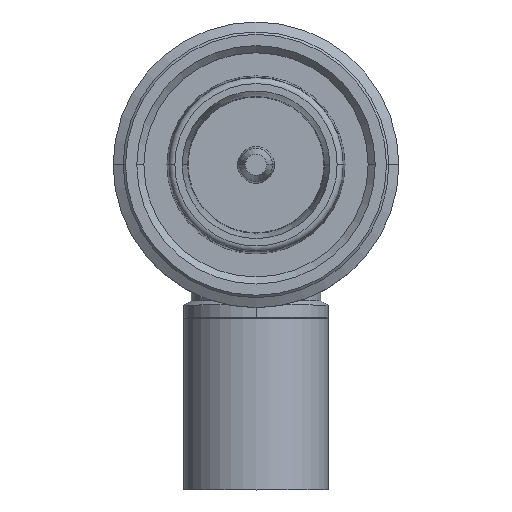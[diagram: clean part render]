
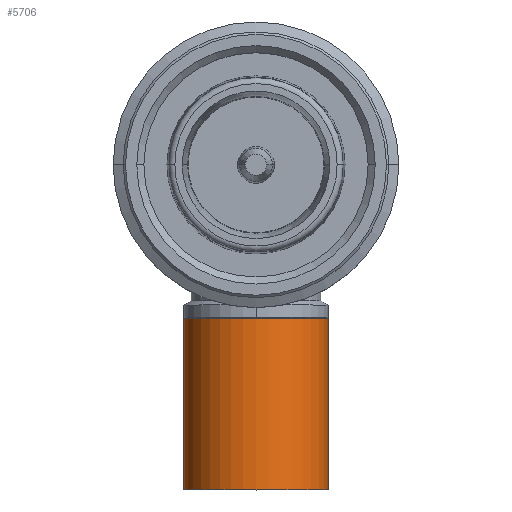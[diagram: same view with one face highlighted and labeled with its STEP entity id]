
A CAD part, top view. The second image highlights one B-rep face of the part: STEP entity #5706.
In plain terms, the highlighted cylindrical face has radius 6.125 mm (diameter 12.25 mm), a partial arc.
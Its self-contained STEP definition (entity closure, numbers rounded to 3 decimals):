
#50 = CARTESIAN_POINT ( 'NONE',  ( 0., -12.582, -19.8 ) ) ;
#117 = DIRECTION ( 'NONE',  ( 0., 1., 0. ) ) ;
#143 = CARTESIAN_POINT ( 'NONE',  ( -6.125, -12.582, -19.8 ) ) ;
#267 = ORIENTED_EDGE ( 'NONE', *, *, #2816, .F. ) ;
#356 = CARTESIAN_POINT ( 'NONE',  ( -6.125, -27.5, -19.8 ) ) ;
#369 = DIRECTION ( 'NONE',  ( 0., 1., 0. ) ) ;
#399 = CYLINDRICAL_SURFACE ( 'NONE', #2783, 6.125 ) ;
#418 = CARTESIAN_POINT ( 'NONE',  ( 6.125, -13., -19.8 ) ) ;
#554 = CARTESIAN_POINT ( 'NONE',  ( 6.125, -12.582, -19.8 ) ) ;
#822 = EDGE_CURVE ( 'NONE', #4471, #1263, #4612, .T. ) ;
#856 = EDGE_CURVE ( 'NONE', #5259, #3479, #4972, .T. ) ;
#983 = DIRECTION ( 'NONE',  ( 0., 1., 0. ) ) ;
#1139 = CARTESIAN_POINT ( 'NONE',  ( 0., -13., -19.8 ) ) ;
#1263 = VERTEX_POINT ( 'NONE', #1889 ) ;
#1270 = CARTESIAN_POINT ( 'NONE',  ( 0., -27.5, -19.8 ) ) ;
#1571 = DIRECTION ( 'NONE',  ( 1., 0., 0. ) ) ;
#1629 = DIRECTION ( 'NONE',  ( 0., 1., 0. ) ) ;
#1880 = ORIENTED_EDGE ( 'NONE', *, *, #856, .T. ) ;
#1889 = CARTESIAN_POINT ( 'NONE',  ( -6.125, -13., -19.8 ) ) ;
#2028 = EDGE_LOOP ( 'NONE', ( #3052, #4359, #1880, #267 ) ) ;
#2176 = VECTOR ( 'NONE', #983, 1000. ) ;
#2281 = CIRCLE ( 'NONE', #3555, 6.125 ) ;
#2772 = DIRECTION ( 'NONE',  ( 1., 0., 0. ) ) ;
#2783 = AXIS2_PLACEMENT_3D ( 'NONE', #50, #117, #2772 ) ;
#2816 = EDGE_CURVE ( 'NONE', #1263, #3479, #2281, .T. ) ;
#2831 = FACE_OUTER_BOUND ( 'NONE', #2028, .T. ) ;
#3052 = ORIENTED_EDGE ( 'NONE', *, *, #822, .F. ) ;
#3479 = VERTEX_POINT ( 'NONE', #418 ) ;
#3555 = AXIS2_PLACEMENT_3D ( 'NONE', #1139, #1629, #1571 ) ;
#3883 = CARTESIAN_POINT ( 'NONE',  ( 6.125, -27.5, -19.8 ) ) ;
#4359 = ORIENTED_EDGE ( 'NONE', *, *, #4538, .T. ) ;
#4442 = AXIS2_PLACEMENT_3D ( 'NONE', #1270, #369, #4969 ) ;
#4471 = VERTEX_POINT ( 'NONE', #356 ) ;
#4538 = EDGE_CURVE ( 'NONE', #4471, #5259, #4904, .T. ) ;
#4612 = LINE ( 'NONE', #143, #2176 ) ;
#4904 = CIRCLE ( 'NONE', #4442, 6.125 ) ;
#4969 = DIRECTION ( 'NONE',  ( 1., 0., 0. ) ) ;
#4972 = LINE ( 'NONE', #554, #5512 ) ;
#5101 = DIRECTION ( 'NONE',  ( 0., 1., 0. ) ) ;
#5259 = VERTEX_POINT ( 'NONE', #3883 ) ;
#5512 = VECTOR ( 'NONE', #5101, 1000. ) ;
#5706 = ADVANCED_FACE ( 'NONE', ( #2831 ), #399, .T. ) ;
